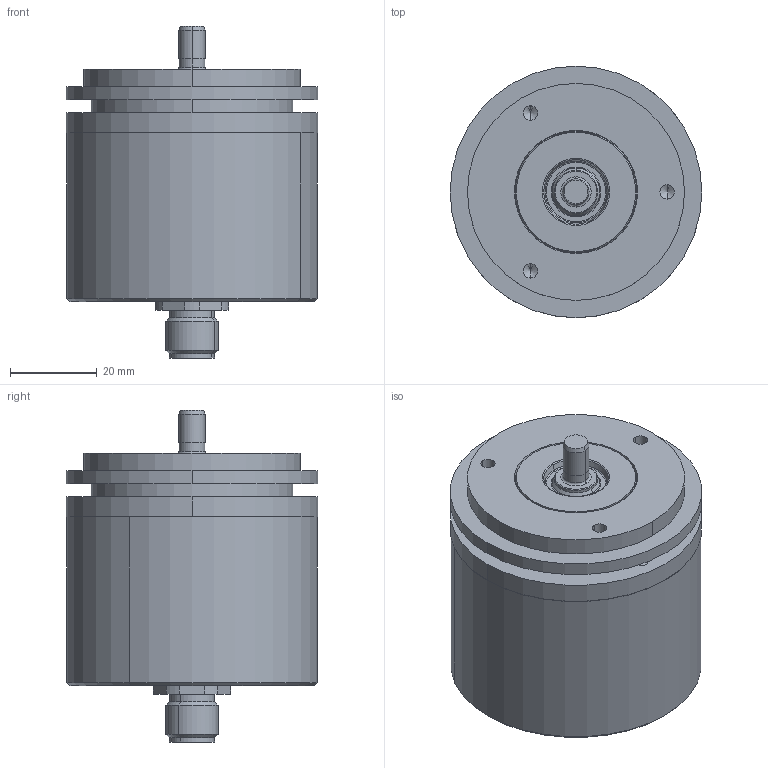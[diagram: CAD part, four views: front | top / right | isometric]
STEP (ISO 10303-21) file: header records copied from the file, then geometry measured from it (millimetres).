
FILE_DESCRIPTION((''),'2;1');
FILE_NAME('542997','2010-11-10T',('se2802'),(''),'PRO/ENGINEER BY PARAMETRIC TECHNOLOGY CORPORATION, 2010180','PRO/ENGINEER BY PARAMETRIC TECHNOLOGY CORPORATION, 2010180','');
FILE_SCHEMA(('CONFIG_CONTROL_DESIGN'));
Length unit declared in the file: millimetre
Products named in the file (1): 542997
Bounding box: 58 x 58 x 76.5 mm (x, y, z)
Volume: 134837.2 mm3; surface area: 20046.9 mm2
Topology: 1 solids, 2 shells, 837 faces, 2248 edges, 1489 vertices
Faces by surface type: extrusion 324, plane 269, cylinder 184, cone 30, torus 24, sphere 6
Entity records: 30510 total; most frequent: CARTESIAN_POINT 10628, ORIENTED_EDGE 4484, DIRECTION 3274, EDGE_CURVE 2242, VERTEX_POINT 1489, VECTOR 1260, B_SPLINE_CURVE_WITH_KNOTS 1136, AXIS2_PLACEMENT_3D 1007
